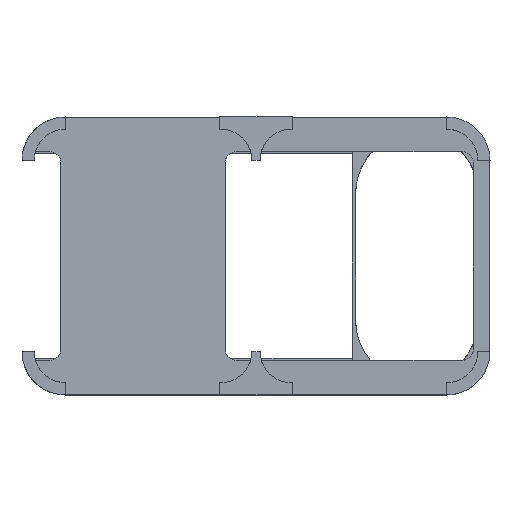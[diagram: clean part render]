
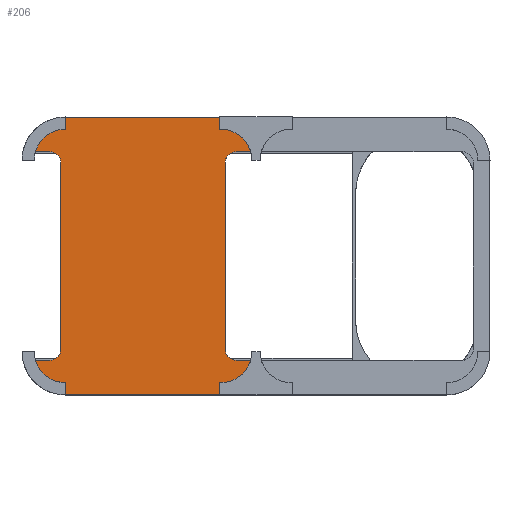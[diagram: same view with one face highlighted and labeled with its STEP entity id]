
A CAD part, top view. The second image highlights one B-rep face of the part: STEP entity #206.
In plain terms, the highlighted planar face has unit normal (0, 0, 1).
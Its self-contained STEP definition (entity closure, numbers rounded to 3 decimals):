
#59 = VERTEX_POINT('',#60);
#60 = CARTESIAN_POINT('',(2.59,-0.001,4.35));
#66 = EDGE_CURVE('',#67,#59,#69,.T.);
#67 = VERTEX_POINT('',#68);
#68 = CARTESIAN_POINT('',(0.151,1.83,4.35));
#69 = CIRCLE('',#70,2.54);
#70 = AXIS2_PLACEMENT_3D('',#71,#72,#73);
#71 = CARTESIAN_POINT('',(2.59,2.539,4.35));
#72 = DIRECTION('',(0.,0.,1.));
#73 = DIRECTION('',(-1.,0.,0.));
#164 = EDGE_CURVE('',#165,#67,#167,.T.);
#165 = VERTEX_POINT('',#166);
#166 = CARTESIAN_POINT('',(1.32,1.83,4.35));
#167 = LINE('',#168,#169);
#168 = CARTESIAN_POINT('',(1.32,1.83,4.35));
#169 = VECTOR('',#170,1.);
#170 = DIRECTION('',(-1.,0.,0.));
#206 = ADVANCED_FACE('',(#207),#376,.T.);
#207 = FACE_BOUND('',#208,.T.);
#208 = EDGE_LOOP('',(#209,#220,#228,#237,#245,#254,#262,#271,#279,#287,
    #295,#303,#312,#320,#329,#337,#344,#345,#346,#354,#362,#370));
#209 = ORIENTED_EDGE('',*,*,#210,.T.);
#210 = EDGE_CURVE('',#211,#213,#215,.T.);
#211 = VERTEX_POINT('',#212);
#212 = CARTESIAN_POINT('',(15.29,-0.001,4.35));
#213 = VERTEX_POINT('',#214);
#214 = CARTESIAN_POINT('',(17.729,1.83,4.35));
#215 = CIRCLE('',#216,2.54);
#216 = AXIS2_PLACEMENT_3D('',#217,#218,#219);
#217 = CARTESIAN_POINT('',(15.29,2.539,4.35));
#218 = DIRECTION('',(0.,0.,1.));
#219 = DIRECTION('',(-1.,0.,0.));
#220 = ORIENTED_EDGE('',*,*,#221,.F.);
#221 = EDGE_CURVE('',#222,#213,#224,.T.);
#222 = VERTEX_POINT('',#223);
#223 = CARTESIAN_POINT('',(16.56,1.83,4.35));
#224 = LINE('',#225,#226);
#225 = CARTESIAN_POINT('',(16.56,1.83,4.35));
#226 = VECTOR('',#227,1.);
#227 = DIRECTION('',(1.,0.,0.));
#228 = ORIENTED_EDGE('',*,*,#229,.F.);
#229 = EDGE_CURVE('',#230,#222,#232,.T.);
#230 = VERTEX_POINT('',#231);
#231 = CARTESIAN_POINT('',(15.66,2.73,4.35));
#232 = CIRCLE('',#233,0.9);
#233 = AXIS2_PLACEMENT_3D('',#234,#235,#236);
#234 = CARTESIAN_POINT('',(16.56,2.73,4.35));
#235 = DIRECTION('',(0.,0.,1.));
#236 = DIRECTION('',(-1.,0.,0.));
#237 = ORIENTED_EDGE('',*,*,#238,.F.);
#238 = EDGE_CURVE('',#239,#230,#241,.T.);
#239 = VERTEX_POINT('',#240);
#240 = CARTESIAN_POINT('',(15.66,17.97,4.35));
#241 = LINE('',#242,#243);
#242 = CARTESIAN_POINT('',(15.66,17.97,4.35));
#243 = VECTOR('',#244,1.);
#244 = DIRECTION('',(0.,-1.,0.));
#245 = ORIENTED_EDGE('',*,*,#246,.F.);
#246 = EDGE_CURVE('',#247,#239,#249,.T.);
#247 = VERTEX_POINT('',#248);
#248 = CARTESIAN_POINT('',(16.56,18.87,4.35));
#249 = CIRCLE('',#250,0.9);
#250 = AXIS2_PLACEMENT_3D('',#251,#252,#253);
#251 = CARTESIAN_POINT('',(16.56,17.97,4.35));
#252 = DIRECTION('',(0.,0.,1.));
#253 = DIRECTION('',(-1.,0.,0.));
#254 = ORIENTED_EDGE('',*,*,#255,.F.);
#255 = EDGE_CURVE('',#256,#247,#258,.T.);
#256 = VERTEX_POINT('',#257);
#257 = CARTESIAN_POINT('',(17.729,18.87,4.35));
#258 = LINE('',#259,#260);
#259 = CARTESIAN_POINT('',(35.01,18.87,4.35));
#260 = VECTOR('',#261,1.);
#261 = DIRECTION('',(-1.,0.,0.));
#262 = ORIENTED_EDGE('',*,*,#263,.T.);
#263 = EDGE_CURVE('',#256,#264,#266,.T.);
#264 = VERTEX_POINT('',#265);
#265 = CARTESIAN_POINT('',(15.29,20.7,4.35));
#266 = CIRCLE('',#267,2.54);
#267 = AXIS2_PLACEMENT_3D('',#268,#269,#270);
#268 = CARTESIAN_POINT('',(15.29,18.16,4.35));
#269 = DIRECTION('',(0.,0.,1.));
#270 = DIRECTION('',(-1.,0.,0.));
#271 = ORIENTED_EDGE('',*,*,#272,.T.);
#272 = EDGE_CURVE('',#264,#273,#275,.T.);
#273 = VERTEX_POINT('',#274);
#274 = CARTESIAN_POINT('',(15.19,20.7,4.35));
#275 = LINE('',#276,#277);
#276 = CARTESIAN_POINT('',(15.29,20.7,4.35));
#277 = VECTOR('',#278,1.);
#278 = DIRECTION('',(-1.,0.,0.));
#279 = ORIENTED_EDGE('',*,*,#280,.T.);
#280 = EDGE_CURVE('',#273,#281,#283,.T.);
#281 = VERTEX_POINT('',#282);
#282 = CARTESIAN_POINT('',(15.19,21.7,4.35));
#283 = LINE('',#284,#285);
#284 = CARTESIAN_POINT('',(15.19,20.7,4.35));
#285 = VECTOR('',#286,1.);
#286 = DIRECTION('',(0.,1.,0.));
#287 = ORIENTED_EDGE('',*,*,#288,.T.);
#288 = EDGE_CURVE('',#281,#289,#291,.T.);
#289 = VERTEX_POINT('',#290);
#290 = CARTESIAN_POINT('',(2.59,21.7,4.35));
#291 = LINE('',#292,#293);
#292 = CARTESIAN_POINT('',(33.74,21.7,4.35));
#293 = VECTOR('',#294,1.);
#294 = DIRECTION('',(-1.,0.,0.));
#295 = ORIENTED_EDGE('',*,*,#296,.F.);
#296 = EDGE_CURVE('',#297,#289,#299,.T.);
#297 = VERTEX_POINT('',#298);
#298 = CARTESIAN_POINT('',(2.59,20.7,4.35));
#299 = LINE('',#300,#301);
#300 = CARTESIAN_POINT('',(2.59,20.7,4.35));
#301 = VECTOR('',#302,1.);
#302 = DIRECTION('',(0.,1.,0.));
#303 = ORIENTED_EDGE('',*,*,#304,.T.);
#304 = EDGE_CURVE('',#297,#305,#307,.T.);
#305 = VERTEX_POINT('',#306);
#306 = CARTESIAN_POINT('',(0.151,18.87,4.35));
#307 = CIRCLE('',#308,2.54);
#308 = AXIS2_PLACEMENT_3D('',#309,#310,#311);
#309 = CARTESIAN_POINT('',(2.59,18.16,4.35));
#310 = DIRECTION('',(0.,0.,1.));
#311 = DIRECTION('',(-1.,0.,0.));
#312 = ORIENTED_EDGE('',*,*,#313,.F.);
#313 = EDGE_CURVE('',#314,#305,#316,.T.);
#314 = VERTEX_POINT('',#315);
#315 = CARTESIAN_POINT('',(1.32,18.87,4.35));
#316 = LINE('',#317,#318);
#317 = CARTESIAN_POINT('',(1.32,18.87,4.35));
#318 = VECTOR('',#319,1.);
#319 = DIRECTION('',(-1.,0.,0.));
#320 = ORIENTED_EDGE('',*,*,#321,.F.);
#321 = EDGE_CURVE('',#322,#314,#324,.T.);
#322 = VERTEX_POINT('',#323);
#323 = CARTESIAN_POINT('',(2.22,17.97,4.35));
#324 = CIRCLE('',#325,0.9);
#325 = AXIS2_PLACEMENT_3D('',#326,#327,#328);
#326 = CARTESIAN_POINT('',(1.32,17.97,4.35));
#327 = DIRECTION('',(0.,0.,1.));
#328 = DIRECTION('',(-1.,0.,0.));
#329 = ORIENTED_EDGE('',*,*,#330,.F.);
#330 = EDGE_CURVE('',#331,#322,#333,.T.);
#331 = VERTEX_POINT('',#332);
#332 = CARTESIAN_POINT('',(2.22,2.73,4.35));
#333 = LINE('',#334,#335);
#334 = CARTESIAN_POINT('',(2.22,2.73,4.35));
#335 = VECTOR('',#336,1.);
#336 = DIRECTION('',(0.,1.,0.));
#337 = ORIENTED_EDGE('',*,*,#338,.F.);
#338 = EDGE_CURVE('',#165,#331,#339,.T.);
#339 = CIRCLE('',#340,0.9);
#340 = AXIS2_PLACEMENT_3D('',#341,#342,#343);
#341 = CARTESIAN_POINT('',(1.32,2.73,4.35));
#342 = DIRECTION('',(0.,0.,1.));
#343 = DIRECTION('',(-1.,0.,0.));
#344 = ORIENTED_EDGE('',*,*,#164,.T.);
#345 = ORIENTED_EDGE('',*,*,#66,.T.);
#346 = ORIENTED_EDGE('',*,*,#347,.F.);
#347 = EDGE_CURVE('',#348,#59,#350,.T.);
#348 = VERTEX_POINT('',#349);
#349 = CARTESIAN_POINT('',(2.59,-1.001,4.35));
#350 = LINE('',#351,#352);
#351 = CARTESIAN_POINT('',(2.59,-1.001,4.35));
#352 = VECTOR('',#353,1.);
#353 = DIRECTION('',(0.,1.,0.));
#354 = ORIENTED_EDGE('',*,*,#355,.T.);
#355 = EDGE_CURVE('',#348,#356,#358,.T.);
#356 = VERTEX_POINT('',#357);
#357 = CARTESIAN_POINT('',(15.19,-1.001,4.35));
#358 = LINE('',#359,#360);
#359 = CARTESIAN_POINT('',(2.59,-1.001,4.35));
#360 = VECTOR('',#361,1.);
#361 = DIRECTION('',(1.,0.,0.));
#362 = ORIENTED_EDGE('',*,*,#363,.T.);
#363 = EDGE_CURVE('',#356,#364,#366,.T.);
#364 = VERTEX_POINT('',#365);
#365 = CARTESIAN_POINT('',(15.19,-0.001,4.35));
#366 = LINE('',#367,#368);
#367 = CARTESIAN_POINT('',(15.19,-1.001,4.35));
#368 = VECTOR('',#369,1.);
#369 = DIRECTION('',(0.,1.,0.));
#370 = ORIENTED_EDGE('',*,*,#371,.F.);
#371 = EDGE_CURVE('',#211,#364,#372,.T.);
#372 = LINE('',#373,#374);
#373 = CARTESIAN_POINT('',(15.29,-0.001,4.35));
#374 = VECTOR('',#375,1.);
#375 = DIRECTION('',(-1.,0.,0.));
#376 = PLANE('',#377);
#377 = AXIS2_PLACEMENT_3D('',#378,#379,#380);
#378 = CARTESIAN_POINT('',(18.165,10.35,4.35));
#379 = DIRECTION('',(0.,0.,1.));
#380 = DIRECTION('',(1.,0.,0.));
